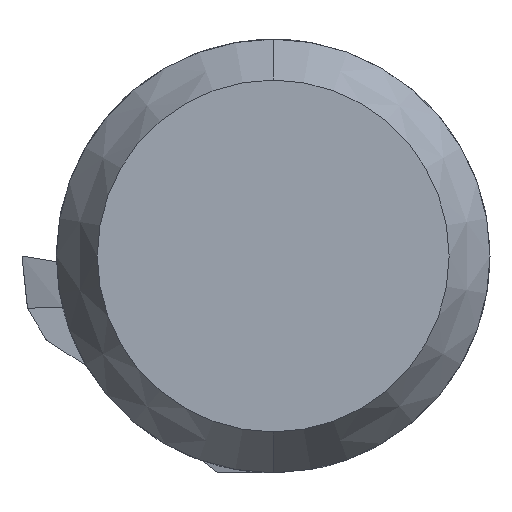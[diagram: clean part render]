
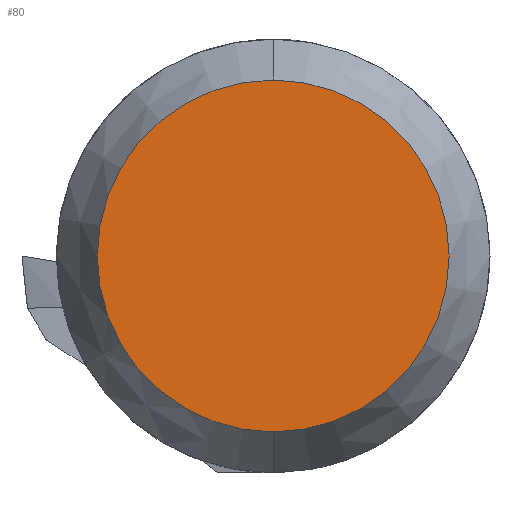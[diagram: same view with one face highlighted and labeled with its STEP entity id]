
A CAD part, left-side view. The second image highlights one B-rep face of the part: STEP entity #80.
In plain terms, the highlighted planar face has unit normal (-1, 0, 0).
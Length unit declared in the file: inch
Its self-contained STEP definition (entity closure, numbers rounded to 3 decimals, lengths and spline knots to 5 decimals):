
#1 = DIRECTION ( 'NONE',  ( -1., 0., 0. ) ) ;
#28 = AXIS2_PLACEMENT_3D ( 'NONE', #676, #1, #101 ) ;
#41 = ORIENTED_EDGE ( 'NONE', *, *, #615, .T. ) ;
#50 = CIRCLE ( 'NONE', #496, 0.076 ) ;
#69 = DIRECTION ( 'NONE',  ( 0., 0., -1. ) ) ;
#80 = ADVANCED_FACE ( 'NONE', ( #589 ), #419, .F. ) ;
#101 = DIRECTION ( 'NONE',  ( 0., 0., 1. ) ) ;
#157 = CARTESIAN_POINT ( 'NONE',  ( 0., 0., 0.076 ) ) ;
#180 = CARTESIAN_POINT ( 'NONE',  ( 0., 0., -0.076 ) ) ;
#309 = DIRECTION ( 'NONE',  ( 0., 0., 1. ) ) ;
#320 = DIRECTION ( 'NONE',  ( -1., 0., 0. ) ) ;
#329 = CIRCLE ( 'NONE', #28, 0.076 ) ;
#367 = CARTESIAN_POINT ( 'NONE',  ( 0., 0., 0. ) ) ;
#419 = PLANE ( 'NONE',  #432 ) ;
#432 = AXIS2_PLACEMENT_3D ( 'NONE', #539, #633, #69 ) ;
#496 = AXIS2_PLACEMENT_3D ( 'NONE', #367, #320, #309 ) ;
#501 = EDGE_LOOP ( 'NONE', ( #679, #41 ) ) ;
#539 = CARTESIAN_POINT ( 'NONE',  ( 0., 0., 0. ) ) ;
#550 = EDGE_CURVE ( 'NONE', #668, #594, #329, .T. ) ;
#589 = FACE_OUTER_BOUND ( 'NONE', #501, .T. ) ;
#594 = VERTEX_POINT ( 'NONE', #157 ) ;
#615 = EDGE_CURVE ( 'NONE', #594, #668, #50, .T. ) ;
#633 = DIRECTION ( 'NONE',  ( 1., 0., 0. ) ) ;
#668 = VERTEX_POINT ( 'NONE', #180 ) ;
#676 = CARTESIAN_POINT ( 'NONE',  ( 0., 0., 0. ) ) ;
#679 = ORIENTED_EDGE ( 'NONE', *, *, #550, .T. ) ;
